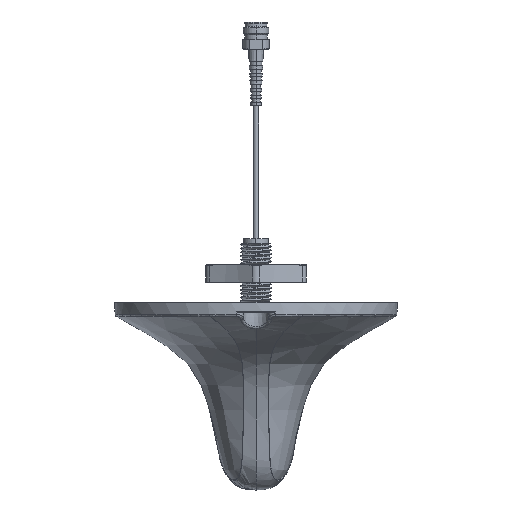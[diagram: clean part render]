
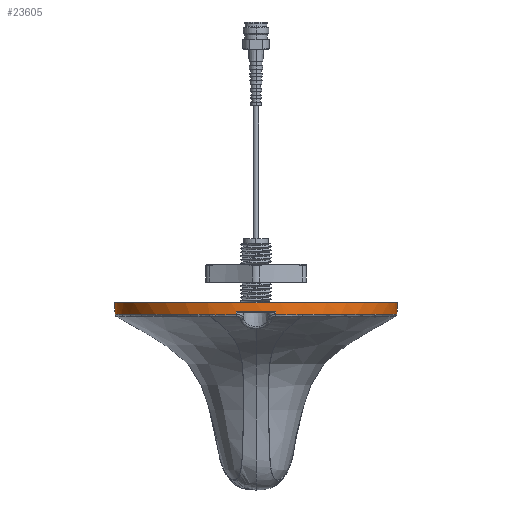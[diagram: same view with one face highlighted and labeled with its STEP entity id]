
A CAD part, front view. The second image highlights one B-rep face of the part: STEP entity #23605.
In plain terms, the highlighted conical face has half-angle 1.3 degrees and reference radius 112.297 mm.
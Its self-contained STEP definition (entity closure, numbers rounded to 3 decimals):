
#331 = VERTEX_POINT ( 'NONE', #44962 ) ;
#863 = CARTESIAN_POINT ( 'NONE',  ( -37.034, -106.027, 5.99 ) ) ;
#2406 = EDGE_CURVE ( 'NONE', #331, #7042, #4362, .T. ) ;
#2510 = CARTESIAN_POINT ( 'NONE',  ( 15.77, -111.231, 6.478 ) ) ;
#2557 = DIRECTION ( 'NONE',  ( 0., 0., 1. ) ) ;
#2683 = ORIENTED_EDGE ( 'NONE', *, *, #6693, .T. ) ;
#4362 = CIRCLE ( 'NONE', #12543, 112.325 ) ;
#4369 = CARTESIAN_POINT ( 'NONE',  ( 37.129, -106.024, 5.772 ) ) ;
#4782 = CARTESIAN_POINT ( 'NONE',  ( -112.485, 0., 15.2 ) ) ;
#4912 = DIRECTION ( 'NONE',  ( 0., 0., 1. ) ) ;
#5567 = CARTESIAN_POINT ( 'NONE',  ( -37.032, -106.025, 5.845 ) ) ;
#6456 = CARTESIAN_POINT ( 'NONE',  ( 112.584, 0., 15.2 ) ) ;
#6637 = ORIENTED_EDGE ( 'NONE', *, *, #42728, .F. ) ;
#6693 = EDGE_CURVE ( 'NONE', #23892, #45575, #8607, .T. ) ;
#6794 = B_SPLINE_CURVE_WITH_KNOTS ( 'NONE', 3,
 ( #35090, #34324, #10805, #34572 ),
 .UNSPECIFIED., .F., .F.,
 ( 4, 4 ),
 ( 0., 1. ),
 .UNSPECIFIED. ) ;
#6867 = DIRECTION ( 'NONE',  ( 0., 0., 1. ) ) ;
#7042 = VERTEX_POINT ( 'NONE', #43151 ) ;
#7073 = AXIS2_PLACEMENT_3D ( 'NONE', #9521, #4912, #40938 ) ;
#8607 = B_SPLINE_CURVE_WITH_KNOTS ( 'NONE', 3,
 ( #17576, #40595, #5567, #29329 ),
 .UNSPECIFIED., .F., .F.,
 ( 4, 4 ),
 ( 0., 1. ),
 .UNSPECIFIED. ) ;
#9149 = VERTEX_POINT ( 'NONE', #49288 ) ;
#9521 = CARTESIAN_POINT ( 'NONE',  ( 0.049, 0., 5.99 ) ) ;
#9630 = CARTESIAN_POINT ( 'NONE',  ( -15.633, -111.269, 7.889 ) ) ;
#9674 = CARTESIAN_POINT ( 'NONE',  ( 15.789, -111.212, 5.772 ) ) ;
#10805 = CARTESIAN_POINT ( 'NONE',  ( 37.13, -106.025, 5.845 ) ) ;
#11617 = CARTESIAN_POINT ( 'NONE',  ( 0.049, 0., 5.772 ) ) ;
#12374 = CIRCLE ( 'NONE', #39290, 112.32 ) ;
#12543 = AXIS2_PLACEMENT_3D ( 'NONE', #20655, #35975, #16804 ) ;
#13210 = AXIS2_PLACEMENT_3D ( 'NONE', #37585, #2557, #30699 ) ;
#14016 = FACE_OUTER_BOUND ( 'NONE', #23104, .T. ) ;
#14955 = DIRECTION ( 'NONE',  ( 0., 0., 1. ) ) ;
#15875 = ORIENTED_EDGE ( 'NONE', *, *, #44899, .T. ) ;
#16201 = CONICAL_SURFACE ( 'NONE', #41462, 112.298, 0.023 ) ;
#16211 = ORIENTED_EDGE ( 'NONE', *, *, #20856, .T. ) ;
#16522 = CIRCLE ( 'NONE', #13210, 112.534 ) ;
#16799 = EDGE_CURVE ( 'NONE', #9149, #23341, #44306, .T. ) ;
#16804 = DIRECTION ( 'NONE',  ( 1., 0., 0. ) ) ;
#17576 = CARTESIAN_POINT ( 'NONE',  ( -37.034, -106.027, 5.99 ) ) ;
#17973 = VERTEX_POINT ( 'NONE', #29142 ) ;
#17986 = EDGE_CURVE ( 'NONE', #25675, #43110, #30224, .T. ) ;
#18160 = CARTESIAN_POINT ( 'NONE',  ( 15.789, -111.212, 5.772 ) ) ;
#18288 = CARTESIAN_POINT ( 'NONE',  ( -15.69, -111.212, 5.772 ) ) ;
#19040 = DIRECTION ( 'NONE',  ( -1., 0., 0. ) ) ;
#20127 = CIRCLE ( 'NONE', #7073, 112.325 ) ;
#20655 = CARTESIAN_POINT ( 'NONE',  ( 0.049, 0., 5.99 ) ) ;
#20856 = EDGE_CURVE ( 'NONE', #23341, #25675, #44472, .T. ) ;
#21299 = CIRCLE ( 'NONE', #27819, 112.32 ) ;
#22150 = CARTESIAN_POINT ( 'NONE',  ( -15.652, -111.25, 7.183 ) ) ;
#23083 = EDGE_CURVE ( 'NONE', #331, #35658, #6794, .T. ) ;
#23104 = EDGE_LOOP ( 'NONE', ( #46785, #43748, #2683, #32155, #44950, #16211, #30442, #30926, #38173, #33337, #15875, #6637 ) ) ;
#23341 = VERTEX_POINT ( 'NONE', #42691 ) ;
#23384 = CARTESIAN_POINT ( 'NONE',  ( -112.248, 0., 4.76 ) ) ;
#23605 = ADVANCED_FACE ( 'NONE', ( #14016 ), #16201, .T. ) ;
#23892 = VERTEX_POINT ( 'NONE', #863 ) ;
#24783 = VERTEX_POINT ( 'NONE', #4782 ) ;
#24784 = CARTESIAN_POINT ( 'NONE',  ( 0.049, 0., 4.76 ) ) ;
#25675 = VERTEX_POINT ( 'NONE', #46435 ) ;
#26604 = DIRECTION ( 'NONE',  ( 0.023, 0., 1. ) ) ;
#26847 = VERTEX_POINT ( 'NONE', #6456 ) ;
#27312 = EDGE_CURVE ( 'NONE', #17973, #23892, #20127, .T. ) ;
#27819 = AXIS2_PLACEMENT_3D ( 'NONE', #41481, #46206, #33784 ) ;
#29142 = CARTESIAN_POINT ( 'NONE',  ( -112.276, 0., 5.99 ) ) ;
#29329 = CARTESIAN_POINT ( 'NONE',  ( -37.03, -106.024, 5.772 ) ) ;
#29385 = CARTESIAN_POINT ( 'NONE',  ( 15.731, -111.269, 7.889 ) ) ;
#29641 = CARTESIAN_POINT ( 'NONE',  ( 15.751, -111.25, 7.183 ) ) ;
#30224 = B_SPLINE_CURVE_WITH_KNOTS ( 'NONE', 3,
 ( #29385, #29641, #2510, #18160 ),
 .UNSPECIFIED., .F., .F.,
 ( 4, 4 ),
 ( 0., 1. ),
 .UNSPECIFIED. ) ;
#30442 = ORIENTED_EDGE ( 'NONE', *, *, #17986, .T. ) ;
#30699 = DIRECTION ( 'NONE',  ( 1., 0., 0. ) ) ;
#30926 = ORIENTED_EDGE ( 'NONE', *, *, #46960, .T. ) ;
#30938 = CARTESIAN_POINT ( 'NONE',  ( 112.347, 0., 4.76 ) ) ;
#31337 = EDGE_CURVE ( 'NONE', #17973, #24783, #35878, .T. ) ;
#32155 = ORIENTED_EDGE ( 'NONE', *, *, #47605, .T. ) ;
#33337 = ORIENTED_EDGE ( 'NONE', *, *, #2406, .T. ) ;
#33784 = DIRECTION ( 'NONE',  ( -1., 0., 0. ) ) ;
#34324 = CARTESIAN_POINT ( 'NONE',  ( 37.132, -106.026, 5.917 ) ) ;
#34572 = CARTESIAN_POINT ( 'NONE',  ( 37.129, -106.024, 5.772 ) ) ;
#35055 = CARTESIAN_POINT ( 'NONE',  ( -37.03, -106.024, 5.772 ) ) ;
#35090 = CARTESIAN_POINT ( 'NONE',  ( 37.133, -106.027, 5.99 ) ) ;
#35658 = VERTEX_POINT ( 'NONE', #4369 ) ;
#35878 = LINE ( 'NONE', #23384, #39165 ) ;
#35975 = DIRECTION ( 'NONE',  ( 0., 0., 1. ) ) ;
#37585 = CARTESIAN_POINT ( 'NONE',  ( 0.049, 0., 15.2 ) ) ;
#38071 = LINE ( 'NONE', #30938, #40841 ) ;
#38173 = ORIENTED_EDGE ( 'NONE', *, *, #23083, .F. ) ;
#39165 = VECTOR ( 'NONE', #43266, 1000. ) ;
#39290 = AXIS2_PLACEMENT_3D ( 'NONE', #11617, #14955, #19040 ) ;
#40595 = CARTESIAN_POINT ( 'NONE',  ( -37.033, -106.026, 5.917 ) ) ;
#40841 = VECTOR ( 'NONE', #26604, 1000. ) ;
#40869 = DIRECTION ( 'NONE',  ( 0., 0., 1. ) ) ;
#40938 = DIRECTION ( 'NONE',  ( 1., 0., 0. ) ) ;
#41104 = DIRECTION ( 'NONE',  ( 1., 0., 0. ) ) ;
#41290 = CARTESIAN_POINT ( 'NONE',  ( -15.671, -111.231, 6.478 ) ) ;
#41462 = AXIS2_PLACEMENT_3D ( 'NONE', #24784, #40869, #41104 ) ;
#41481 = CARTESIAN_POINT ( 'NONE',  ( 0.049, 0., 5.772 ) ) ;
#41919 = DIRECTION ( 'NONE',  ( -1., 0., 0. ) ) ;
#42691 = CARTESIAN_POINT ( 'NONE',  ( -15.633, -111.269, 7.889 ) ) ;
#42728 = EDGE_CURVE ( 'NONE', #24783, #26847, #16522, .T. ) ;
#43110 = VERTEX_POINT ( 'NONE', #9674 ) ;
#43151 = CARTESIAN_POINT ( 'NONE',  ( 112.375, 0., 5.99 ) ) ;
#43266 = DIRECTION ( 'NONE',  ( -0.023, 0., 1. ) ) ;
#43748 = ORIENTED_EDGE ( 'NONE', *, *, #27312, .T. ) ;
#44306 = B_SPLINE_CURVE_WITH_KNOTS ( 'NONE', 3,
 ( #18288, #41290, #22150, #9630 ),
 .UNSPECIFIED., .F., .F.,
 ( 4, 4 ),
 ( 0., 1. ),
 .UNSPECIFIED. ) ;
#44472 = CIRCLE ( 'NONE', #48527, 112.369 ) ;
#44715 = CARTESIAN_POINT ( 'NONE',  ( 0.049, 0., 7.889 ) ) ;
#44899 = EDGE_CURVE ( 'NONE', #7042, #26847, #38071, .T. ) ;
#44950 = ORIENTED_EDGE ( 'NONE', *, *, #16799, .T. ) ;
#44962 = CARTESIAN_POINT ( 'NONE',  ( 37.133, -106.027, 5.99 ) ) ;
#45575 = VERTEX_POINT ( 'NONE', #35055 ) ;
#46206 = DIRECTION ( 'NONE',  ( 0., 0., 1. ) ) ;
#46435 = CARTESIAN_POINT ( 'NONE',  ( 15.731, -111.269, 7.889 ) ) ;
#46785 = ORIENTED_EDGE ( 'NONE', *, *, #31337, .F. ) ;
#46960 = EDGE_CURVE ( 'NONE', #43110, #35658, #21299, .T. ) ;
#47605 = EDGE_CURVE ( 'NONE', #45575, #9149, #12374, .T. ) ;
#48527 = AXIS2_PLACEMENT_3D ( 'NONE', #44715, #6867, #41919 ) ;
#49288 = CARTESIAN_POINT ( 'NONE',  ( -15.69, -111.212, 5.772 ) ) ;
